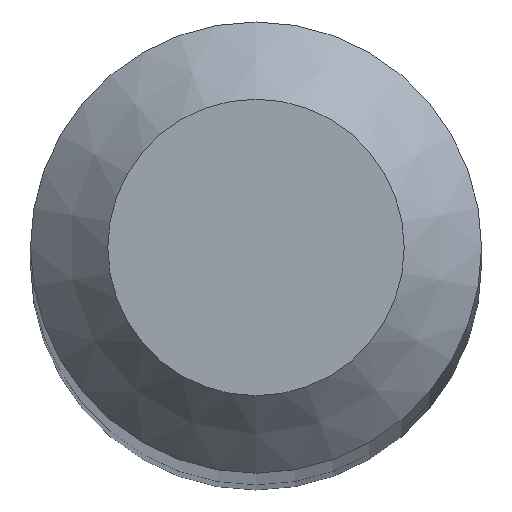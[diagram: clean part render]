
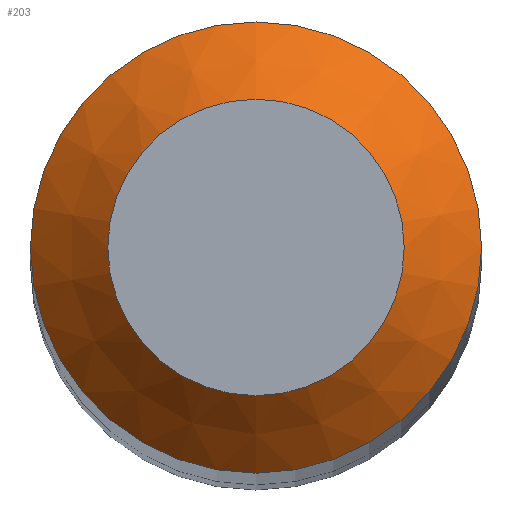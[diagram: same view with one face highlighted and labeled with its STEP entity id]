
A CAD part, top view. The second image highlights one B-rep face of the part: STEP entity #203.
In plain terms, the highlighted conical face has half-angle 45 degrees and reference radius 0.575 mm.
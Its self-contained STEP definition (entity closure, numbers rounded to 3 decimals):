
#14 = DIRECTION ( 'NONE',  ( 0., 0., -1. ) ) ;
#24 = DIRECTION ( 'NONE',  ( 0., 0., -1. ) ) ;
#35 = ORIENTED_EDGE ( 'NONE', *, *, #176, .F. ) ;
#41 = DIRECTION ( 'NONE',  ( 0., 1., 0. ) ) ;
#50 = CIRCLE ( 'NONE', #157, 0.575 ) ;
#57 = DIRECTION ( 'NONE',  ( 0., 1., 0. ) ) ;
#67 = ORIENTED_EDGE ( 'NONE', *, *, #95, .T. ) ;
#70 = CARTESIAN_POINT ( 'NONE',  ( 0., 0., 37.7 ) ) ;
#74 = CARTESIAN_POINT ( 'NONE',  ( 0., 0.575, 38. ) ) ;
#85 = DIRECTION ( 'NONE',  ( 0., 1., 0. ) ) ;
#88 = CARTESIAN_POINT ( 'NONE',  ( 0., 0., 38. ) ) ;
#89 = VERTEX_POINT ( 'NONE', #137 ) ;
#91 = AXIS2_PLACEMENT_3D ( 'NONE', #88, #14, #57 ) ;
#95 = EDGE_CURVE ( 'NONE', #172, #172, #50, .T. ) ;
#96 = EDGE_LOOP ( 'NONE', ( #67 ) ) ;
#101 = CIRCLE ( 'NONE', #119, 0.875 ) ;
#117 = CARTESIAN_POINT ( 'NONE',  ( 0., 0., 38. ) ) ;
#119 = AXIS2_PLACEMENT_3D ( 'NONE', #70, #190, #41 ) ;
#137 = CARTESIAN_POINT ( 'NONE',  ( 0., 0.875, 37.7 ) ) ;
#152 = EDGE_LOOP ( 'NONE', ( #35 ) ) ;
#157 = AXIS2_PLACEMENT_3D ( 'NONE', #117, #24, #85 ) ;
#171 = FACE_OUTER_BOUND ( 'NONE', #152, .T. ) ;
#172 = VERTEX_POINT ( 'NONE', #74 ) ;
#176 = EDGE_CURVE ( 'NONE', #89, #89, #101, .T. ) ;
#187 = CONICAL_SURFACE ( 'NONE', #91, 0.575, 0.785 ) ;
#190 = DIRECTION ( 'NONE',  ( 0., 0., -1. ) ) ;
#201 = FACE_BOUND ( 'NONE', #96, .T. ) ;
#203 = ADVANCED_FACE ( 'NONE', ( #171, #201 ), #187, .T. ) ;
